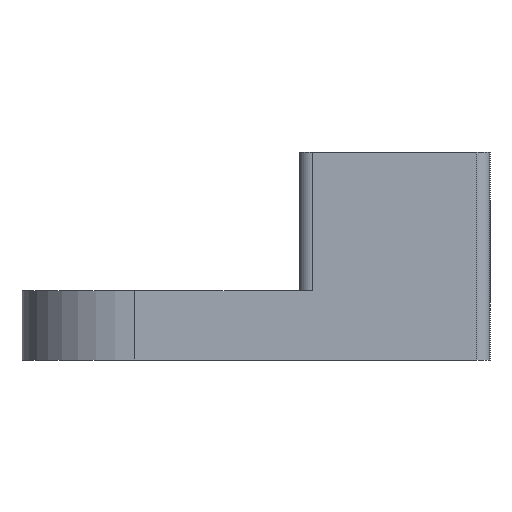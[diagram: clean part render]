
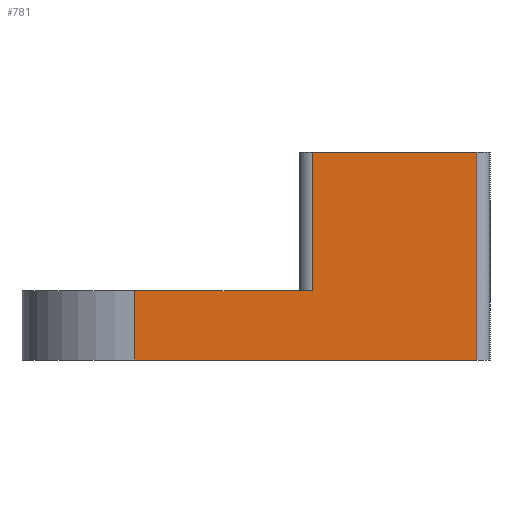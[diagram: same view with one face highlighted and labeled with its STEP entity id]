
A CAD part, left-side view. The second image highlights one B-rep face of the part: STEP entity #781.
In plain terms, the highlighted planar face has unit normal (-1, 0, 0).
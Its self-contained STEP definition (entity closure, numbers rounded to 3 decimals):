
#4 = EDGE_CURVE ( 'NONE', #1027, #669, #617, .T. ) ;
#17 = CARTESIAN_POINT ( 'NONE',  ( -26., 4.75, 12. ) ) ;
#45 = CARTESIAN_POINT ( 'NONE',  ( -26., 15., 4. ) ) ;
#54 = EDGE_LOOP ( 'NONE', ( #161, #713, #947, #147, #1109, #164 ) ) ;
#57 = EDGE_CURVE ( 'NONE', #554, #653, #821, .T. ) ;
#69 = LINE ( 'NONE', #739, #1048 ) ;
#74 = DIRECTION ( 'NONE',  ( 0., 0., -1. ) ) ;
#140 = EDGE_CURVE ( 'NONE', #1027, #554, #1076, .T. ) ;
#147 = ORIENTED_EDGE ( 'NONE', *, *, #833, .T. ) ;
#161 = ORIENTED_EDGE ( 'NONE', *, *, #57, .T. ) ;
#164 = ORIENTED_EDGE ( 'NONE', *, *, #140, .T. ) ;
#227 = EDGE_CURVE ( 'NONE', #477, #653, #971, .T. ) ;
#240 = CARTESIAN_POINT ( 'NONE',  ( -26., 4.75, 0. ) ) ;
#261 = CARTESIAN_POINT ( 'NONE',  ( -26., -4.75, 12. ) ) ;
#313 = VERTEX_POINT ( 'NONE', #17 ) ;
#321 = LINE ( 'NONE', #447, #693 ) ;
#355 = DIRECTION ( 'NONE',  ( 0., 0., -1. ) ) ;
#387 = CARTESIAN_POINT ( 'NONE',  ( -26., -4.75, 12. ) ) ;
#403 = CARTESIAN_POINT ( 'NONE',  ( -26., 15., 0. ) ) ;
#421 = VECTOR ( 'NONE', #847, 1000. ) ;
#447 = CARTESIAN_POINT ( 'NONE',  ( -26., 4.75, 12. ) ) ;
#462 = VECTOR ( 'NONE', #498, 1000. ) ;
#477 = VERTEX_POINT ( 'NONE', #387 ) ;
#497 = CARTESIAN_POINT ( 'NONE',  ( -26., 4.75, 4. ) ) ;
#498 = DIRECTION ( 'NONE',  ( 0., -1., 0. ) ) ;
#537 = VECTOR ( 'NONE', #355, 1000. ) ;
#554 = VERTEX_POINT ( 'NONE', #403 ) ;
#555 = DIRECTION ( 'NONE',  ( 0., -1., 0. ) ) ;
#617 = LINE ( 'NONE', #840, #421 ) ;
#653 = VERTEX_POINT ( 'NONE', #680 ) ;
#669 = VERTEX_POINT ( 'NONE', #497 ) ;
#680 = CARTESIAN_POINT ( 'NONE',  ( -26., -4.75, 0. ) ) ;
#693 = VECTOR ( 'NONE', #1033, 1000. ) ;
#694 = CARTESIAN_POINT ( 'NONE',  ( -26., 4.75, 12. ) ) ;
#713 = ORIENTED_EDGE ( 'NONE', *, *, #227, .F. ) ;
#739 = CARTESIAN_POINT ( 'NONE',  ( -26., 4.75, 12. ) ) ;
#781 = ADVANCED_FACE ( 'NONE', ( #849 ), #873, .F. ) ;
#821 = LINE ( 'NONE', #240, #462 ) ;
#833 = EDGE_CURVE ( 'NONE', #313, #669, #321, .T. ) ;
#840 = CARTESIAN_POINT ( 'NONE',  ( -26., 4.75, 4. ) ) ;
#847 = DIRECTION ( 'NONE',  ( 0., -1., 0. ) ) ;
#849 = FACE_OUTER_BOUND ( 'NONE', #54, .T. ) ;
#870 = CARTESIAN_POINT ( 'NONE',  ( -26., 15., 4. ) ) ;
#873 = PLANE ( 'NONE',  #938 ) ;
#938 = AXIS2_PLACEMENT_3D ( 'NONE', #694, #956, #961 ) ;
#947 = ORIENTED_EDGE ( 'NONE', *, *, #1031, .F. ) ;
#956 = DIRECTION ( 'NONE',  ( 1., 0., 0. ) ) ;
#961 = DIRECTION ( 'NONE',  ( 0., 0., -1. ) ) ;
#971 = LINE ( 'NONE', #261, #1103 ) ;
#1027 = VERTEX_POINT ( 'NONE', #45 ) ;
#1031 = EDGE_CURVE ( 'NONE', #313, #477, #69, .T. ) ;
#1033 = DIRECTION ( 'NONE',  ( 0., 0., -1. ) ) ;
#1048 = VECTOR ( 'NONE', #555, 1000. ) ;
#1076 = LINE ( 'NONE', #870, #537 ) ;
#1103 = VECTOR ( 'NONE', #74, 1000. ) ;
#1109 = ORIENTED_EDGE ( 'NONE', *, *, #4, .F. ) ;
